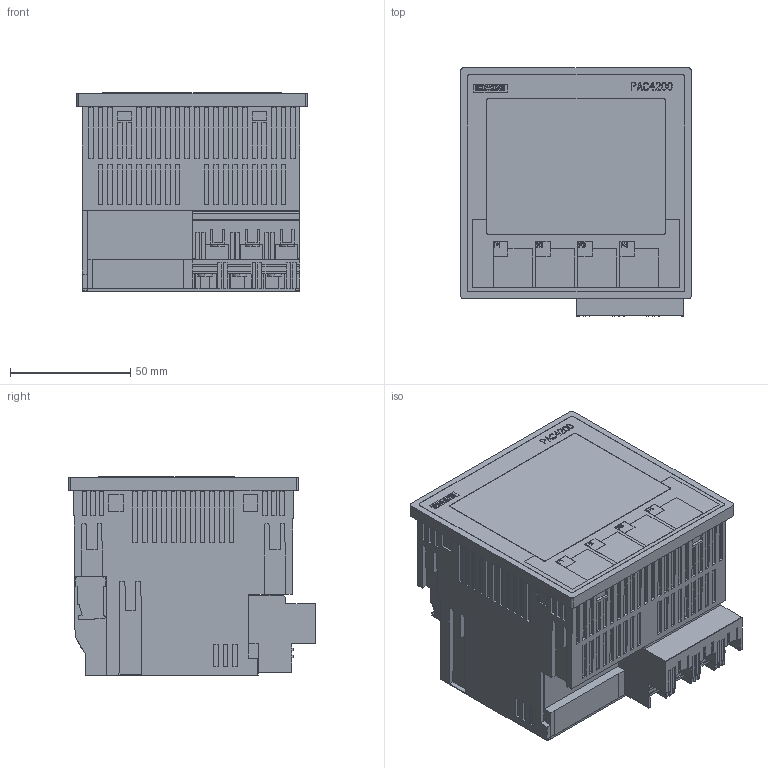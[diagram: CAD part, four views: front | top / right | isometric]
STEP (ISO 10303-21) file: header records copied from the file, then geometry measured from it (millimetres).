
FILE_DESCRIPTION(('STEP AP214'),'1');
FILE_NAME('cctmp_A7D2F12B-E2E5-435F-A2B9-6EA405209F66_2023_07_22_12_14_36_0189..stp','2023-07-22T10:14:37',('SIEMENS A&D'),('CADClick - www.CADClick.com'),'Spatial InterOp 3D postprocessed',' ','unknown authorization');
FILE_SCHEMA(('AUTOMOTIVE_DESIGN'));
Length unit declared in the file: millimetre
Products named in the file (12): cc_unnamed; 2023_07_22_12_14_36_0119; 2023_07_22_12_14_36_0115; 2023_07_22_12_14_36_0111; 2023_07_22_12_14_36_0107; 2023_07_22_12_14_36_0103; 2023_07_22_12_14_36_0099; 2023_07_22_12_14_36_0095; 2023_07_22_12_14_36_0091; 2023_07_22_12_14_36_0087; 2023_07_22_12_14_36_0083; 2023_07_22_12_14_36_0079
Assembly tree (11 placements, depth 2):
  cc_unnamed
    2023_07_22_12_14_36_0119
    2023_07_22_12_14_36_0115
    2023_07_22_12_14_36_0111
    2023_07_22_12_14_36_0107
    2023_07_22_12_14_36_0103
    2023_07_22_12_14_36_0099
    2023_07_22_12_14_36_0095
    2023_07_22_12_14_36_0091
    2023_07_22_12_14_36_0087
    2023_07_22_12_14_36_0083
    2023_07_22_12_14_36_0079
Bounding box: 95.71 x 102.9 x 82.32 mm (x, y, z)
Volume: 614985.1 mm3; surface area: 67078.9 mm2
Topology: 2 solids, 2 shells, 1972 faces, 5258 edges, 3505 vertices
Faces by surface type: plane 1758, cylinder 133, bspline 69, extrusion 12
Entity records: 68324 total; most frequent: CARTESIAN_POINT 13203, ORIENTED_EDGE 10498, DIRECTION 9097, EDGE_CURVE 5249, VECTOR 4757, LINE 4745, VERTEX_POINT 3496, EDGE_LOOP 2201
